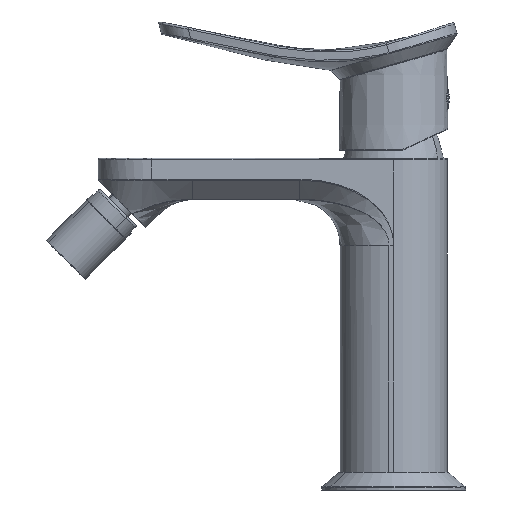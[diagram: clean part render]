
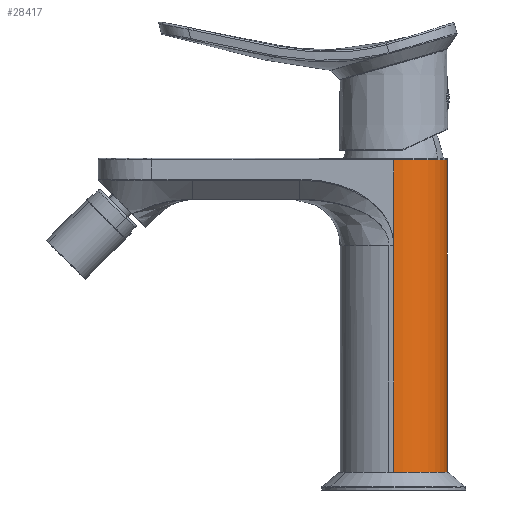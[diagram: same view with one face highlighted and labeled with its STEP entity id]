
A CAD part, left-side view. The second image highlights one B-rep face of the part: STEP entity #28417.
In plain terms, the highlighted cylindrical face has radius 17.5 mm (diameter 35 mm), a partial arc.
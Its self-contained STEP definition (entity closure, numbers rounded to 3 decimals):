
#10845=CARTESIAN_POINT('Vertex',(-17.5,0.,102.5)) ;
#10864=CARTESIAN_POINT('Axis2P3D Location',(0.,0.,103.5)) ;
#10881=CARTESIAN_POINT('Axis2P3D Location',(0.,0.,102.5)) ;
#10885=CARTESIAN_POINT('Vertex',(0.,-17.5,102.5)) ;
#11466=CARTESIAN_POINT('Vertex',(-17.5,0.,75.156)) ;
#11469=CARTESIAN_POINT('Line Origine',(-17.5,0.,88.828)) ;
#13861=CARTESIAN_POINT('Vertex',(-17.5,0.,74.5)) ;
#13865=CARTESIAN_POINT('Control Point',(-17.5,0.,75.156)) ;
#13866=CARTESIAN_POINT('Control Point',(-17.5,0.,74.937)) ;
#13867=CARTESIAN_POINT('Control Point',(-17.5,0.,74.719)) ;
#13868=CARTESIAN_POINT('Control Point',(-17.5,0.,74.5)) ;
#28367=CARTESIAN_POINT('Vertex',(0.,-17.5,0.5)) ;
#28370=CARTESIAN_POINT('Axis2P3D Location',(0.,0.,0.5)) ;
#28374=CARTESIAN_POINT('Vertex',(-17.5,0.,0.5)) ;
#28399=CARTESIAN_POINT('Line Origine',(0.,-17.5,26.75)) ;
#28404=CARTESIAN_POINT('Line Origine',(-17.5,0.,26.75)) ;
#11471=VECTOR('Line Direction',#11470,1.) ;
#28401=VECTOR('Line Direction',#28400,1.) ;
#28406=VECTOR('Line Direction',#28405,1.) ;
#10865=DIRECTION('Axis2P3D Direction',(0.,0.,1.)) ;
#10866=DIRECTION('Axis2P3D XDirection',(1.,0.,0.)) ;
#10882=DIRECTION('Axis2P3D Direction',(0.,0.,1.)) ;
#11470=DIRECTION('Vector Direction',(0.,0.,-1.)) ;
#28371=DIRECTION('Axis2P3D Direction',(0.,0.,1.)) ;
#28400=DIRECTION('Vector Direction',(0.,0.,1.)) ;
#28405=DIRECTION('Vector Direction',(0.,0.,1.)) ;
#10867=AXIS2_PLACEMENT_3D('Cylinder Axis2P3D',#10864,#10865,#10866) ;
#10883=AXIS2_PLACEMENT_3D('Circle Axis2P3D',#10881,#10882,$) ;
#28372=AXIS2_PLACEMENT_3D('Circle Axis2P3D',#28370,#28371,$) ;
#11472=LINE('Line',#11469,#11471) ;
#28402=LINE('Line',#28399,#28401) ;
#28407=LINE('Line',#28404,#28406) ;
#10884=CIRCLE('generated circle',#10883,17.5) ;
#28373=CIRCLE('generated circle',#28372,17.5) ;
#10868=CYLINDRICAL_SURFACE('generated cylinder',#10867,17.5) ;
#10887=EDGE_CURVE('',#10846,#10886,#10884,.T.) ;
#11473=EDGE_CURVE('',#10846,#11467,#11472,.T.) ;
#13869=EDGE_CURVE('',#11467,#13862,#13864,.T.) ;
#28376=EDGE_CURVE('',#28375,#28368,#28373,.T.) ;
#28403=EDGE_CURVE('',#28368,#10886,#28402,.T.) ;
#28408=EDGE_CURVE('',#28375,#13862,#28407,.T.) ;
#28410=ORIENTED_EDGE('',*,*,#28403,.T.) ;
#28411=ORIENTED_EDGE('',*,*,#10887,.F.) ;
#28412=ORIENTED_EDGE('',*,*,#11473,.T.) ;
#28413=ORIENTED_EDGE('',*,*,#13869,.T.) ;
#28414=ORIENTED_EDGE('',*,*,#28408,.F.) ;
#28415=ORIENTED_EDGE('',*,*,#28376,.T.) ;
#28409=EDGE_LOOP('',(#28410,#28411,#28412,#28413,#28414,#28415)) ;
#10846=VERTEX_POINT('',#10845) ;
#10886=VERTEX_POINT('',#10885) ;
#11467=VERTEX_POINT('',#11466) ;
#13862=VERTEX_POINT('',#13861) ;
#28368=VERTEX_POINT('',#28367) ;
#28375=VERTEX_POINT('',#28374) ;
#28417=ADVANCED_FACE('PartBody',(#28416),#10868,.T.) ;
#13864=B_SPLINE_CURVE_WITH_KNOTS('',3,(#13865,#13866,#13867,#13868),.UNSPECIFIED.,.F.,.U.,(4,4),(0.,0.909),.UNSPECIFIED.) ;
#28416=FACE_OUTER_BOUND('',#28409,.T.) ;
